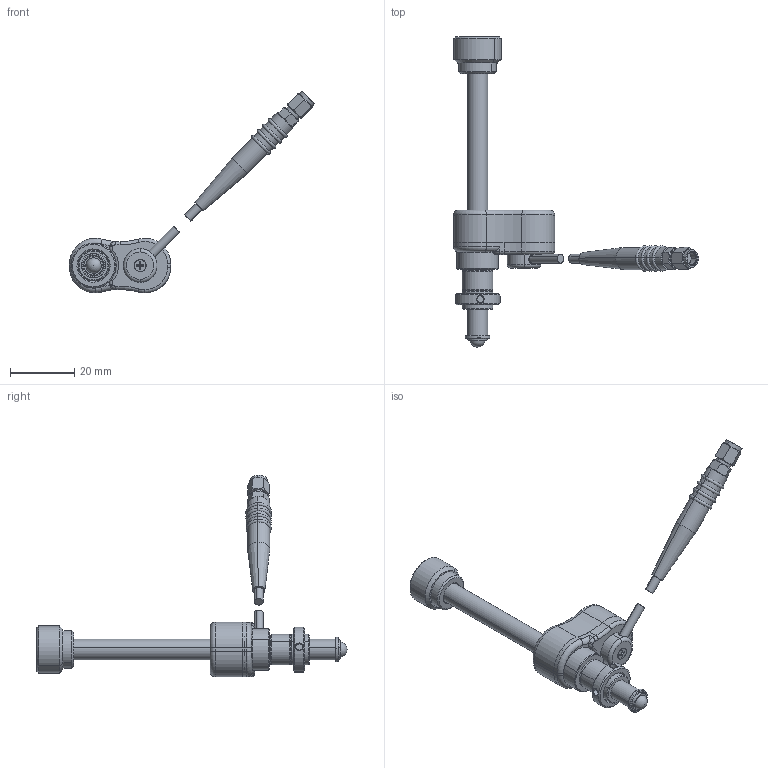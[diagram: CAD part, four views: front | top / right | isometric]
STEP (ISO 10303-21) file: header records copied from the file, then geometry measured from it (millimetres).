
FILE_DESCRIPTION (( 'STEP AP203' ), '1' );
FILE_NAME ('PIA50.STEP', '2015-11-25T17:33:37', ( '' ), ( '' ), 'SwSTEP 2.0', 'SolidWorks 2014', '' );
FILE_SCHEMA (( 'CONFIG_CONTROL_DESIGN' ));
Length unit declared in the file: millimetre
Products named in the file (1): PIA50
Bounding box: 76.3 x 96.57 x 62.8 mm (x, y, z)
Volume: 8698.7 mm3; surface area: 10922.3 mm2
Topology: 14 solids, 14 shells, 1041 faces, 2609 edges, 1677 vertices
Faces by surface type: plane 524, cylinder 204, bspline 161, cone 102, torus 48, sphere 2
Entity records: 37798 total; most frequent: CARTESIAN_POINT 13586, ORIENTED_EDGE 5204, DIRECTION 4557, EDGE_CURVE 2602, VERTEX_POINT 1674, LINE 1591, VECTOR 1591, AXIS2_PLACEMENT_3D 1483
